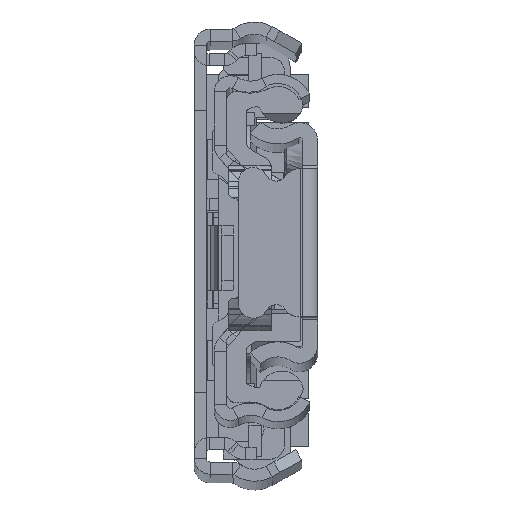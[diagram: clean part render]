
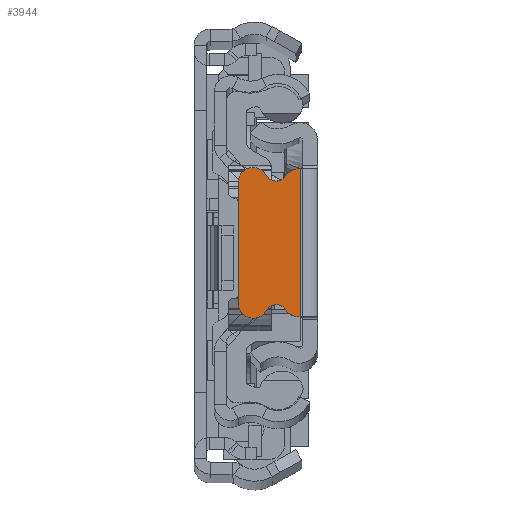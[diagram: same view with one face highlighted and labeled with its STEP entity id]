
A CAD part, top view. The second image highlights one B-rep face of the part: STEP entity #3944.
In plain terms, the highlighted planar face has unit normal (0, 0, 1).
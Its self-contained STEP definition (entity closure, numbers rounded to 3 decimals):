
#88 = AXIS2_PLACEMENT_3D ( 'NONE', #480, #25930, #10881 ) ;
#126 = AXIS2_PLACEMENT_3D ( 'NONE', #12972, #24038, #11046 ) ;
#152 = CARTESIAN_POINT ( 'NONE',  ( -1.929, -7.37, 0. ) ) ;
#320 = CARTESIAN_POINT ( 'NONE',  ( -3.206, -6.658, 0. ) ) ;
#480 = CARTESIAN_POINT ( 'NONE',  ( 492.771, 0., 0. ) ) ;
#690 = DIRECTION ( 'NONE',  ( 1., 0., 0. ) ) ;
#1298 = ORIENTED_EDGE ( 'NONE', *, *, #30662, .F. ) ;
#1773 = VERTEX_POINT ( 'NONE', #320 ) ;
#1812 = VERTEX_POINT ( 'NONE', #152 ) ;
#2176 = DIRECTION ( 'NONE',  ( 0., 0., -1. ) ) ;
#2529 = PLANE ( 'NONE',  #88 ) ;
#2743 = CARTESIAN_POINT ( 'NONE',  ( -7.929, -6., 0. ) ) ;
#3551 = AXIS2_PLACEMENT_3D ( 'NONE', #25420, #2176, #28129 ) ;
#3864 = LINE ( 'NONE', #29288, #31732 ) ;
#3944 = ADVANCED_FACE ( 'NONE', ( #23877 ), #2529, .T. ) ;
#4144 = AXIS2_PLACEMENT_3D ( 'NONE', #14521, #19933, #17210 ) ;
#4162 = ORIENTED_EDGE ( 'NONE', *, *, #16548, .F. ) ;
#4339 = EDGE_CURVE ( 'NONE', #25273, #16263, #5526, .T. ) ;
#4634 = AXIS2_PLACEMENT_3D ( 'NONE', #11594, #14797, #690 ) ;
#5526 = LINE ( 'NONE', #23335, #6062 ) ;
#5846 = CIRCLE ( 'NONE', #21689, 1.5 ) ;
#6062 = VECTOR ( 'NONE', #24005, 1000. ) ;
#7476 = DIRECTION ( 'NONE',  ( -1., 0., 0. ) ) ;
#7547 = DIRECTION ( 'NONE',  ( 1., 0., 0. ) ) ;
#7803 = LINE ( 'NONE', #23217, #32595 ) ;
#8211 = AXIS2_PLACEMENT_3D ( 'NONE', #33361, #13066, #7547 ) ;
#8531 = ORIENTED_EDGE ( 'NONE', *, *, #32442, .T. ) ;
#8700 = EDGE_CURVE ( 'NONE', #21169, #20372, #32441, .T. ) ;
#10143 = CIRCLE ( 'NONE', #4144, 1.5 ) ;
#10310 = CARTESIAN_POINT ( 'NONE',  ( -1.75, -7.37, 0. ) ) ;
#10448 = EDGE_CURVE ( 'NONE', #1773, #1812, #15416, .T. ) ;
#10881 = DIRECTION ( 'NONE',  ( 1., 0., 0. ) ) ;
#10936 = VECTOR ( 'NONE', #17818, 1000. ) ;
#11046 = DIRECTION ( 'NONE',  ( 1., 0., 0. ) ) ;
#11584 = ORIENTED_EDGE ( 'NONE', *, *, #8700, .T. ) ;
#11594 = CARTESIAN_POINT ( 'NONE',  ( -4.142, 7.236, 0. ) ) ;
#11597 = CARTESIAN_POINT ( 'NONE',  ( -1.929, 7.37, 0. ) ) ;
#12430 = EDGE_LOOP ( 'NONE', ( #4162, #26744, #13081, #11584, #8531, #24278, #18346, #23021, #18988, #1298 ) ) ;
#12972 = CARTESIAN_POINT ( 'NONE',  ( -1.929, -5.87, 0. ) ) ;
#13066 = DIRECTION ( 'NONE',  ( 0., 0., 1. ) ) ;
#13081 = ORIENTED_EDGE ( 'NONE', *, *, #29224, .T. ) ;
#13424 = EDGE_CURVE ( 'NONE', #26691, #1773, #33539, .T. ) ;
#14521 = CARTESIAN_POINT ( 'NONE',  ( -1.929, 5.87, 0. ) ) ;
#14797 = DIRECTION ( 'NONE',  ( 0., 0., -1. ) ) ;
#15416 = CIRCLE ( 'NONE', #126, 1.5 ) ;
#15475 = CARTESIAN_POINT ( 'NONE',  ( -6.429, 6., 0. ) ) ;
#16263 = VERTEX_POINT ( 'NONE', #26969 ) ;
#16547 = CARTESIAN_POINT ( 'NONE',  ( -3.206, 6.658, 0. ) ) ;
#16548 = EDGE_CURVE ( 'NONE', #16263, #22174, #3864, .T. ) ;
#17210 = DIRECTION ( 'NONE',  ( -1., 0., 0. ) ) ;
#17569 = VERTEX_POINT ( 'NONE', #2743 ) ;
#17818 = DIRECTION ( 'NONE',  ( 0., -1., 0. ) ) ;
#18346 = ORIENTED_EDGE ( 'NONE', *, *, #25969, .T. ) ;
#18480 = CARTESIAN_POINT ( 'NONE',  ( -5.109, 6.713, 0. ) ) ;
#18966 = EDGE_CURVE ( 'NONE', #26442, #17569, #30629, .T. ) ;
#18988 = ORIENTED_EDGE ( 'NONE', *, *, #10448, .T. ) ;
#19933 = DIRECTION ( 'NONE',  ( 0., 0., 1. ) ) ;
#20372 = VERTEX_POINT ( 'NONE', #18480 ) ;
#20377 = DIRECTION ( 'NONE',  ( -1., 0., 0. ) ) ;
#21169 = VERTEX_POINT ( 'NONE', #16547 ) ;
#21689 = AXIS2_PLACEMENT_3D ( 'NONE', #15475, #28240, #20377 ) ;
#22174 = VERTEX_POINT ( 'NONE', #10310 ) ;
#22964 = CIRCLE ( 'NONE', #8211, 1.5 ) ;
#23021 = ORIENTED_EDGE ( 'NONE', *, *, #13424, .T. ) ;
#23217 = CARTESIAN_POINT ( 'NONE',  ( -1.929, -7.37, 0. ) ) ;
#23335 = CARTESIAN_POINT ( 'NONE',  ( -1.929, 7.37, 0. ) ) ;
#23877 = FACE_OUTER_BOUND ( 'NONE', #12430, .T. ) ;
#24005 = DIRECTION ( 'NONE',  ( 1., 0., 0. ) ) ;
#24038 = DIRECTION ( 'NONE',  ( 0., 0., 1. ) ) ;
#24278 = ORIENTED_EDGE ( 'NONE', *, *, #18966, .T. ) ;
#25273 = VERTEX_POINT ( 'NONE', #11597 ) ;
#25358 = CARTESIAN_POINT ( 'NONE',  ( -7.929, -6., 0. ) ) ;
#25420 = CARTESIAN_POINT ( 'NONE',  ( -4.142, -7.236, 0. ) ) ;
#25485 = CARTESIAN_POINT ( 'NONE',  ( -7.929, 6., 0. ) ) ;
#25930 = DIRECTION ( 'NONE',  ( 0., 0., 1. ) ) ;
#25969 = EDGE_CURVE ( 'NONE', #17569, #26691, #22964, .T. ) ;
#26442 = VERTEX_POINT ( 'NONE', #25485 ) ;
#26691 = VERTEX_POINT ( 'NONE', #28151 ) ;
#26744 = ORIENTED_EDGE ( 'NONE', *, *, #4339, .F. ) ;
#26927 = DIRECTION ( 'NONE',  ( 0., -1., 0. ) ) ;
#26969 = CARTESIAN_POINT ( 'NONE',  ( -1.75, 7.37, 0. ) ) ;
#28129 = DIRECTION ( 'NONE',  ( -1., 0., 0. ) ) ;
#28151 = CARTESIAN_POINT ( 'NONE',  ( -5.109, -6.713, 0. ) ) ;
#28240 = DIRECTION ( 'NONE',  ( 0., 0., 1. ) ) ;
#29224 = EDGE_CURVE ( 'NONE', #25273, #21169, #10143, .T. ) ;
#29288 = CARTESIAN_POINT ( 'NONE',  ( -1.75, 0., 0. ) ) ;
#30629 = LINE ( 'NONE', #25358, #10936 ) ;
#30662 = EDGE_CURVE ( 'NONE', #22174, #1812, #7803, .T. ) ;
#31732 = VECTOR ( 'NONE', #26927, 1000. ) ;
#32441 = CIRCLE ( 'NONE', #4634, 1.1 ) ;
#32442 = EDGE_CURVE ( 'NONE', #20372, #26442, #5846, .T. ) ;
#32595 = VECTOR ( 'NONE', #7476, 1000. ) ;
#33361 = CARTESIAN_POINT ( 'NONE',  ( -6.429, -6., 0. ) ) ;
#33539 = CIRCLE ( 'NONE', #3551, 1.1 ) ;
